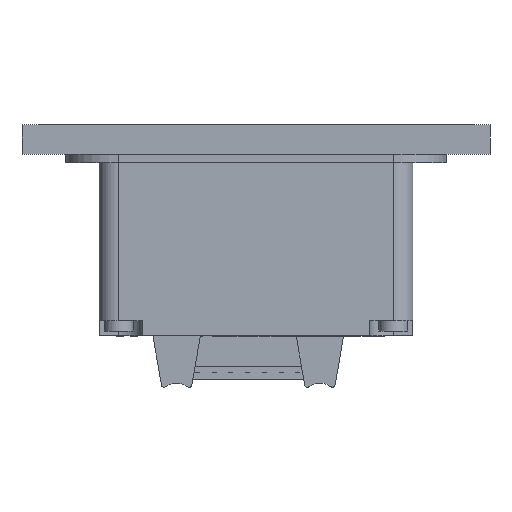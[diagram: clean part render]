
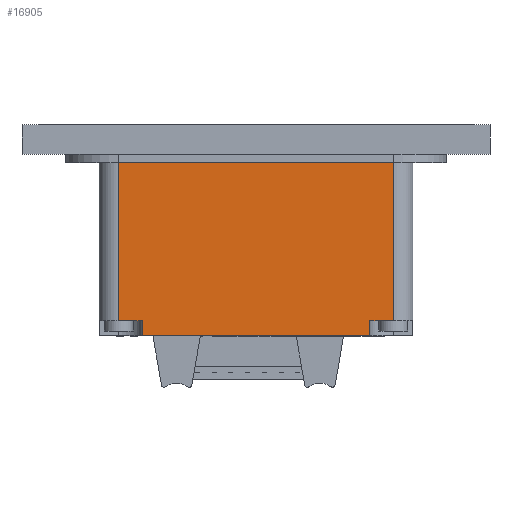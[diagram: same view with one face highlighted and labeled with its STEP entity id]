
A CAD part, front view. The second image highlights one B-rep face of the part: STEP entity #16905.
In plain terms, the highlighted face is planar.
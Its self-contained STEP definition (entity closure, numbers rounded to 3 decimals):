
#16905=ADVANCED_FACE('',(#20330),#18682,.T.);
#18682=PLANE('',#48139);
#20330=FACE_OUTER_BOUND('',#22239,.T.);
#22239=EDGE_LOOP('',(#26750,#26751,#26752,#26753,#26754,#26755,#26756,#26757));
#26750=ORIENTED_EDGE('',*,*,#36796,.F.);
#26751=ORIENTED_EDGE('',*,*,#36801,.T.);
#26752=ORIENTED_EDGE('',*,*,#36793,.F.);
#26753=ORIENTED_EDGE('',*,*,#36807,.T.);
#26754=ORIENTED_EDGE('',*,*,#36814,.T.);
#26755=ORIENTED_EDGE('',*,*,#36309,.F.);
#26756=ORIENTED_EDGE('',*,*,#36815,.F.);
#26757=ORIENTED_EDGE('',*,*,#36790,.T.);
#33050=VERTEX_POINT('',#59462);
#33051=VERTEX_POINT('',#59464);
#33359=VERTEX_POINT('',#60529);
#33360=VERTEX_POINT('',#60531);
#33362=VERTEX_POINT('',#60537);
#33363=VERTEX_POINT('',#60538);
#33364=VERTEX_POINT('',#60543);
#33369=VERTEX_POINT('',#60561);
#36309=EDGE_CURVE('',#33050,#33051,#40460,.T.);
#36790=EDGE_CURVE('',#33360,#33359,#40886,.T.);
#36793=EDGE_CURVE('',#33362,#33363,#40888,.T.);
#36796=EDGE_CURVE('',#33364,#33359,#40891,.T.);
#36801=EDGE_CURVE('',#33364,#33363,#40896,.T.);
#36807=EDGE_CURVE('',#33362,#33369,#40901,.T.);
#36814=EDGE_CURVE('',#33369,#33051,#40907,.T.);
#36815=EDGE_CURVE('',#33360,#33050,#40908,.T.);
#40460=LINE('',#59463,#44227);
#40886=LINE('',#60530,#44655);
#40888=LINE('',#60536,#44657);
#40891=LINE('',#60542,#44660);
#40896=LINE('',#60551,#44665);
#40901=LINE('',#60562,#44670);
#40907=LINE('',#60575,#44676);
#40908=LINE('',#60576,#44677);
#44227=VECTOR('',#51437,1.);
#44655=VECTOR('',#52361,1.);
#44657=VECTOR('',#52367,1.);
#44660=VECTOR('',#52372,1.);
#44665=VECTOR('',#52379,1.);
#44670=VECTOR('',#52390,1.);
#44676=VECTOR('',#52406,1.);
#44677=VECTOR('',#52407,1.);
#48139=AXIS2_PLACEMENT_3D('',#60577,#52408,#52409);
#51437=DIRECTION('',(0.,-1.,0.));
#52361=DIRECTION('',(0.,-1.,0.));
#52367=DIRECTION('',(0.,0.,1.));
#52372=DIRECTION('',(0.,0.,-1.));
#52379=DIRECTION('',(0.,-1.,0.));
#52390=DIRECTION('',(0.,-1.,0.));
#52406=DIRECTION('',(0.,0.,-1.));
#52407=DIRECTION('',(0.,0.,-1.));
#52408=DIRECTION('',(1.,0.,0.));
#52409=DIRECTION('',(0.,0.,-1.));
#59462=CARTESIAN_POINT('',(63.85,28.852,0.));
#59463=CARTESIAN_POINT('',(63.85,28.852,0.));
#59464=CARTESIAN_POINT('',(63.85,-28.852,0.));
#60529=CARTESIAN_POINT('',(63.85,23.833,34.8));
#60530=CARTESIAN_POINT('',(63.85,28.852,34.8));
#60531=CARTESIAN_POINT('',(63.85,28.852,34.8));
#60536=CARTESIAN_POINT('',(63.85,-23.833,38.));
#60537=CARTESIAN_POINT('',(63.85,-23.833,34.8));
#60538=CARTESIAN_POINT('',(63.85,-23.833,38.));
#60542=CARTESIAN_POINT('',(63.85,23.833,38.));
#60543=CARTESIAN_POINT('',(63.85,23.833,38.));
#60551=CARTESIAN_POINT('',(63.85,28.852,38.));
#60561=CARTESIAN_POINT('',(63.85,-28.852,34.8));
#60562=CARTESIAN_POINT('',(63.85,28.852,34.8));
#60575=CARTESIAN_POINT('',(63.85,-28.852,38.));
#60576=CARTESIAN_POINT('',(63.85,28.852,38.));
#60577=CARTESIAN_POINT('',(63.85,28.852,38.));
